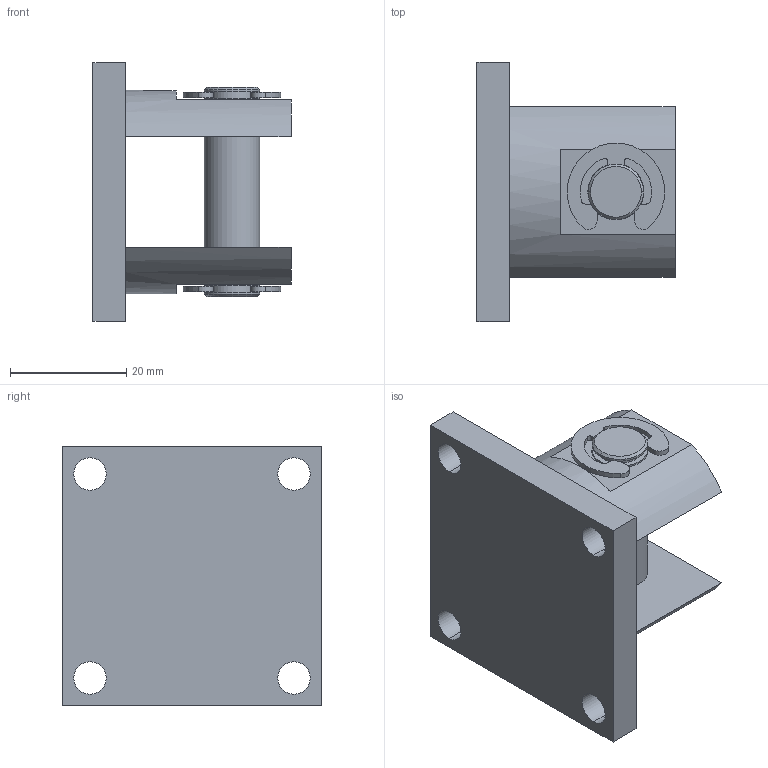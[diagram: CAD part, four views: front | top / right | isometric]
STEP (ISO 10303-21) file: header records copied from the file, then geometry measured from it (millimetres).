
FILE_DESCRIPTION (( 'STEP AP214' ), '1' );
FILE_NAME ('CCB-40.STEP', '2015-02-18T14:09:06', ( '' ), ( '' ), 'SwSTEP 2.0', 'SolidWorks 2014', '' );
FILE_SCHEMA (( 'AUTOMOTIVE_DESIGN' ));
Length unit declared in the file: inch
Products named in the file (4): CCB-40; CCB-40_bracket; CCB-40_pin; CCB-40-rr
Assembly tree (4 placements, depth 2):
  CCB-40
    CCB-40_bracket
    CCB-40_pin
    CCB-40-rr  x2
Bounding box: 34.04 x 44.45 x 44.45 mm (x, y, z)
Volume: 20947 mm3; surface area: 10698 mm2
Topology: 4 solids, 4 shells, 95 faces, 239 edges, 158 vertices
Faces by surface type: cylinder 55, plane 36, cone 4
Entity records: 2362 total; most frequent: DIRECTION 422, CARTESIAN_POINT 371, ORIENTED_EDGE 352, EDGE_CURVE 176, AXIS2_PLACEMENT_3D 167, VERTEX_POINT 116, EDGE_LOOP 90, CIRCLE 88
